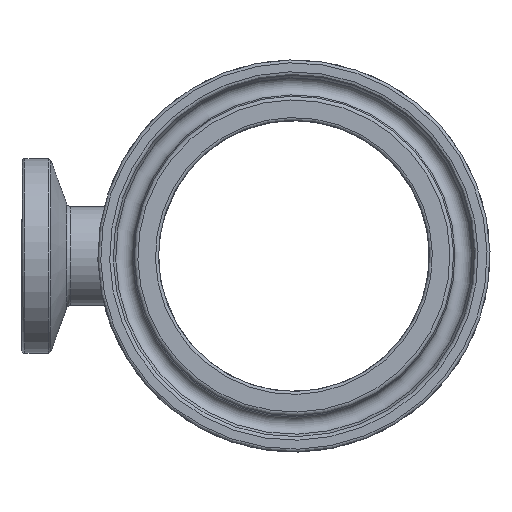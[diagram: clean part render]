
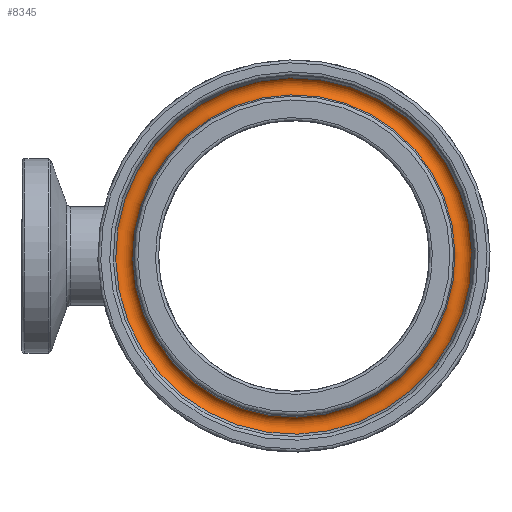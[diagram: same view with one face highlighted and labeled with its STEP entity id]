
A CAD part, left-side view. The second image highlights one B-rep face of the part: STEP entity #8345.
In plain terms, the highlighted toroidal (fillet/blend) face has major radius 21.819 mm and minor radius 1.194 mm.
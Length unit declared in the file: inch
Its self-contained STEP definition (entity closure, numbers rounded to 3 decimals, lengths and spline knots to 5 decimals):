
#38=TOROIDAL_SURFACE('',#8843,0.859,0.047);
#170=FACE_BOUND('',#1588,.T.);
#1038=FACE_OUTER_BOUND('',#1587,.T.);
#1587=EDGE_LOOP('',(#7706));
#1588=EDGE_LOOP('',(#7707));
#2903=CIRCLE('',#8837,0.81483);
#2905=CIRCLE('',#8841,0.90124);
#4135=VERTEX_POINT('',#18263);
#4137=VERTEX_POINT('',#18269);
#5335=EDGE_CURVE('',#4135,#4135,#2903,.T.);
#5337=EDGE_CURVE('',#4137,#4137,#2905,.T.);
#7706=ORIENTED_EDGE('',*,*,#5337,.T.);
#7707=ORIENTED_EDGE('',*,*,#5335,.F.);
#8345=ADVANCED_FACE('',(#1038,#170),#38,.F.);
#8837=AXIS2_PLACEMENT_3D('',#18264,#10363,#10364);
#8841=AXIS2_PLACEMENT_3D('',#18270,#10371,#10372);
#8843=AXIS2_PLACEMENT_3D('',#18272,#10375,#10376);
#10363=DIRECTION('center_axis',(-1.,0.,0.));
#10364=DIRECTION('ref_axis',(0.,-0.321,0.947));
#10371=DIRECTION('center_axis',(-1.,0.,0.));
#10372=DIRECTION('ref_axis',(0.,-0.321,0.947));
#10375=DIRECTION('center_axis',(-1.,0.,0.));
#10376=DIRECTION('ref_axis',(0.,-0.321,0.947));
#18263=CARTESIAN_POINT('',(-2.84293,0.77164,0.26177));
#18264=CARTESIAN_POINT('Origin',(-2.84293,0.,
0.));
#18269=CARTESIAN_POINT('',(-2.8384,0.85347,0.28953));
#18270=CARTESIAN_POINT('Origin',(-2.8384,0.,
0.));
#18272=CARTESIAN_POINT('Origin',(-2.859,0.,0.));
